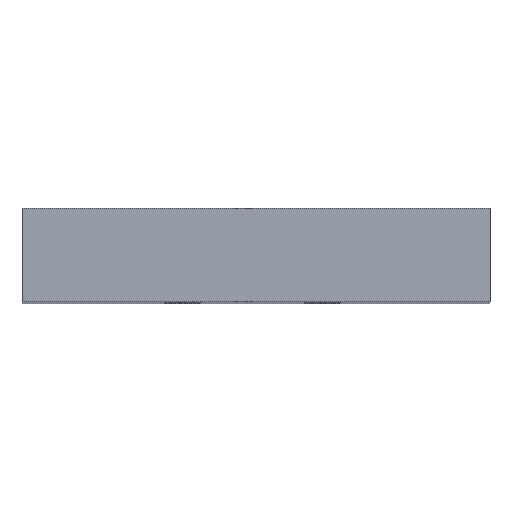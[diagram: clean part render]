
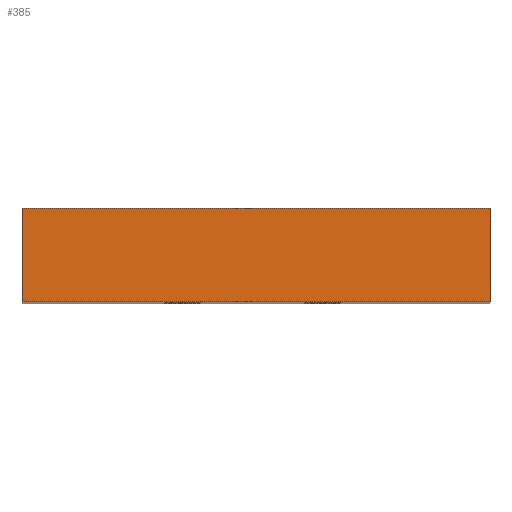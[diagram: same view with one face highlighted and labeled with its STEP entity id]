
A CAD part, top view. The second image highlights one B-rep face of the part: STEP entity #385.
In plain terms, the highlighted planar face has unit normal (0, 0, 1).
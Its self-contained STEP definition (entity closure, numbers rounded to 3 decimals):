
#35 = DIRECTION ( 'NONE',  ( -1., 0., 0. ) ) ;
#67 = FACE_OUTER_BOUND ( 'NONE', #973, .T. ) ;
#84 = LINE ( 'NONE', #1271, #1702 ) ;
#148 = ORIENTED_EDGE ( 'NONE', *, *, #1374, .T. ) ;
#256 = DIRECTION ( 'NONE',  ( 1., 0., 0. ) ) ;
#258 = DIRECTION ( 'NONE',  ( 0., -1., 0. ) ) ;
#284 = VECTOR ( 'NONE', #258, 1000. ) ;
#385 = ADVANCED_FACE ( 'NONE', ( #67 ), #1107, .F. ) ;
#459 = EDGE_CURVE ( 'NONE', #1759, #1561, #1664, .T. ) ;
#517 = EDGE_CURVE ( 'NONE', #1430, #1561, #84, .T. ) ;
#550 = ORIENTED_EDGE ( 'NONE', *, *, #459, .F. ) ;
#735 = EDGE_CURVE ( 'NONE', #1726, #1759, #1848, .T. ) ;
#758 = CARTESIAN_POINT ( 'NONE',  ( -39.717, 0., 54.691 ) ) ;
#869 = CARTESIAN_POINT ( 'NONE',  ( -39.717, 12., 54.691 ) ) ;
#944 = CARTESIAN_POINT ( 'NONE',  ( 20.283, 12., 54.691 ) ) ;
#947 = CARTESIAN_POINT ( 'NONE',  ( 20.283, 12., 54.691 ) ) ;
#973 = EDGE_LOOP ( 'NONE', ( #1685, #550, #1783, #148 ) ) ;
#1015 = LINE ( 'NONE', #869, #284 ) ;
#1038 = CARTESIAN_POINT ( 'NONE',  ( -39.717, 12., 54.691 ) ) ;
#1107 = PLANE ( 'NONE',  #1611 ) ;
#1163 = VECTOR ( 'NONE', #1346, 1000. ) ;
#1271 = CARTESIAN_POINT ( 'NONE',  ( 20.283, 0., 54.691 ) ) ;
#1346 = DIRECTION ( 'NONE',  ( 0., -1., 0. ) ) ;
#1374 = EDGE_CURVE ( 'NONE', #1726, #1430, #1015, .T. ) ;
#1430 = VERTEX_POINT ( 'NONE', #758 ) ;
#1523 = CARTESIAN_POINT ( 'NONE',  ( 20.283, 12., 54.691 ) ) ;
#1559 = DIRECTION ( 'NONE',  ( 1., 0., 0. ) ) ;
#1561 = VERTEX_POINT ( 'NONE', #1834 ) ;
#1611 = AXIS2_PLACEMENT_3D ( 'NONE', #1523, #1796, #35 ) ;
#1664 = LINE ( 'NONE', #947, #1163 ) ;
#1685 = ORIENTED_EDGE ( 'NONE', *, *, #517, .T. ) ;
#1702 = VECTOR ( 'NONE', #1559, 1000. ) ;
#1726 = VERTEX_POINT ( 'NONE', #1038 ) ;
#1759 = VERTEX_POINT ( 'NONE', #944 ) ;
#1783 = ORIENTED_EDGE ( 'NONE', *, *, #735, .F. ) ;
#1796 = DIRECTION ( 'NONE',  ( 0., 0., -1. ) ) ;
#1834 = CARTESIAN_POINT ( 'NONE',  ( 20.283, 0., 54.691 ) ) ;
#1848 = LINE ( 'NONE', #1859, #1858 ) ;
#1858 = VECTOR ( 'NONE', #256, 1000. ) ;
#1859 = CARTESIAN_POINT ( 'NONE',  ( 20.283, 12., 54.691 ) ) ;
